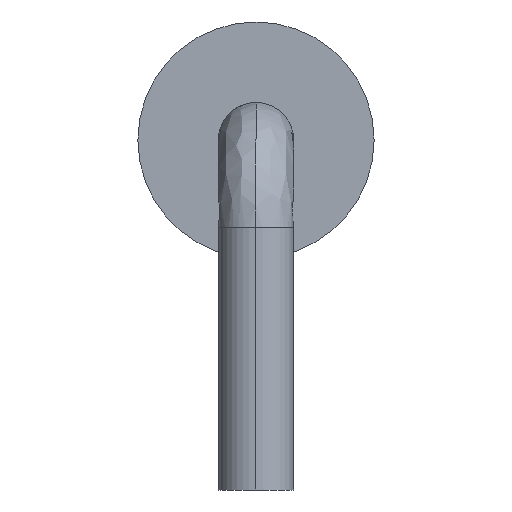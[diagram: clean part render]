
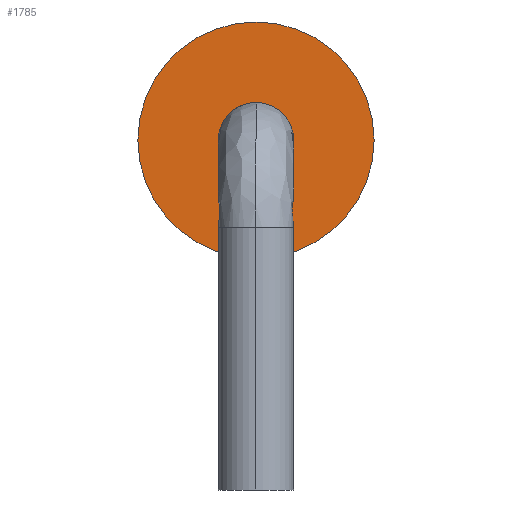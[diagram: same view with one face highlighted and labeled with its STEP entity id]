
A CAD part, left-side view. The second image highlights one B-rep face of the part: STEP entity #1785.
In plain terms, the highlighted planar face has unit normal (-1, 0, 0).
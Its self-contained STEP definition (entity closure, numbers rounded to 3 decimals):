
#309 = CIRCLE ( 'NONE', #1943, 1.35 ) ;
#310 = CIRCLE ( 'NONE', #1942, 1.35 ) ;
#388 = FACE_OUTER_BOUND ( 'NONE', #626, .T. ) ;
#390 = AXIS2_PLACEMENT_3D ( 'NONE', #1725, #1724, #1720 ) ;
#555 = ORIENTED_EDGE ( 'NONE', *, *, #1820, .F. ) ;
#571 = CARTESIAN_POINT ( 'NONE',  ( 2.48, 0., 3.35 ) ) ;
#580 = VERTEX_POINT ( 'NONE', #571 ) ;
#626 = EDGE_LOOP ( 'NONE', ( #555, #690 ) ) ;
#634 = VERTEX_POINT ( 'NONE', #753 ) ;
#690 = ORIENTED_EDGE ( 'NONE', *, *, #1824, .F. ) ;
#753 = CARTESIAN_POINT ( 'NONE',  ( 2.48, 0., 0.65 ) ) ;
#1106 = DIRECTION ( 'NONE',  ( 1., 0., 0. ) ) ;
#1108 = DIRECTION ( 'NONE',  ( 0., 0., -1. ) ) ;
#1112 = CARTESIAN_POINT ( 'NONE',  ( 2.48, 0., 2. ) ) ;
#1152 = CARTESIAN_POINT ( 'NONE',  ( 2.48, 0., 2. ) ) ;
#1156 = DIRECTION ( 'NONE',  ( 0., 0., -1. ) ) ;
#1157 = DIRECTION ( 'NONE',  ( 1., 0., 0. ) ) ;
#1720 = DIRECTION ( 'NONE',  ( 0., 0., -1. ) ) ;
#1723 = PLANE ( 'NONE',  #390 ) ;
#1724 = DIRECTION ( 'NONE',  ( 1., 0., 0. ) ) ;
#1725 = CARTESIAN_POINT ( 'NONE',  ( 2.48, 0., 2. ) ) ;
#1785 = ADVANCED_FACE ( 'NONE', ( #388 ), #1723, .F. ) ;
#1820 = EDGE_CURVE ( 'NONE', #634, #580, #309, .T. ) ;
#1824 = EDGE_CURVE ( 'NONE', #580, #634, #310, .T. ) ;
#1942 = AXIS2_PLACEMENT_3D ( 'NONE', #1152, #1157, #1156 ) ;
#1943 = AXIS2_PLACEMENT_3D ( 'NONE', #1112, #1106, #1108 ) ;
